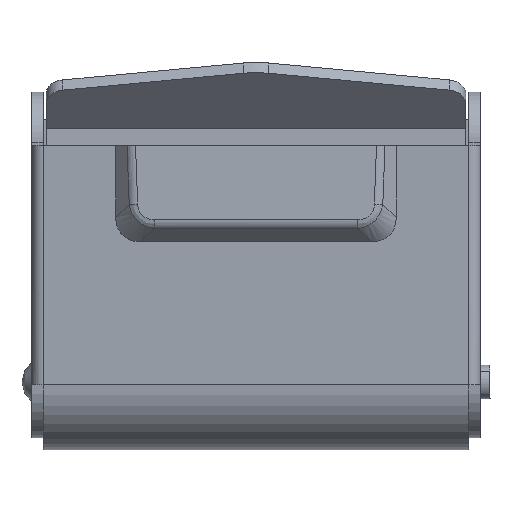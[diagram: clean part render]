
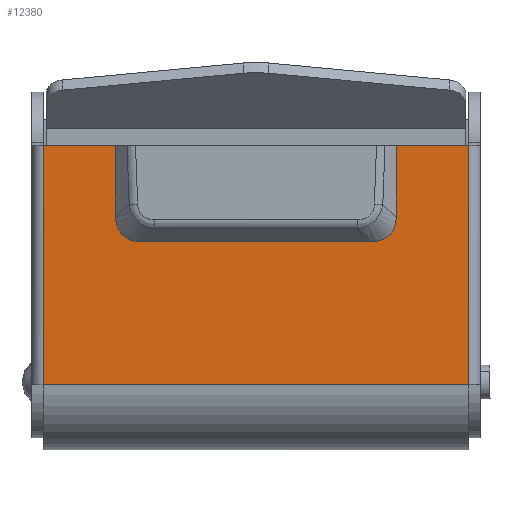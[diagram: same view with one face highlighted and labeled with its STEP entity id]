
A CAD part, front view. The second image highlights one B-rep face of the part: STEP entity #12380.
In plain terms, the highlighted free-form (B-spline) face has degree [1, 1] with [2, 2] control points.
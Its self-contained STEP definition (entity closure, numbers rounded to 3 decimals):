
#8551=CARTESIAN_POINT('',(-22.0,-9.683,24.452));
#8552=VERTEX_POINT('',#8551);
#8553=CARTESIAN_POINT('',(-22.0,-8.695,-0.28));
#8554=VERTEX_POINT('',#8553);
#8555=CARTESIAN_POINT('',(-22.0,-9.683,24.452));
#8556=CARTESIAN_POINT('',(-22.0,-8.695,-0.28));
#8557=QUASI_UNIFORM_CURVE('',1,(#8555,#8556),.UNSPECIFIED.,.F.,.U.);
#8558=EDGE_CURVE('',#8552,#8554,#8557,.T.);
#8613=CARTESIAN_POINT('',(22.0,-8.695,-0.28));
#8614=VERTEX_POINT('',#8613);
#8634=CARTESIAN_POINT('',(22.0,-9.683,24.452));
#8635=VERTEX_POINT('',#8634);
#8648=CARTESIAN_POINT('',(22.0,-8.695,-0.28));
#8649=CARTESIAN_POINT('',(22.0,-9.683,24.452));
#8650=QUASI_UNIFORM_CURVE('',1,(#8648,#8649),.UNSPECIFIED.,.F.,.U.);
#8651=EDGE_CURVE('',#8614,#8635,#8650,.T.);
#11882=CARTESIAN_POINT('',(-11.947,-9.285,14.5));
#11883=VERTEX_POINT('',#11882);
#11890=CARTESIAN_POINT('',(-14.5,-9.387,17.051));
#11891=VERTEX_POINT('',#11890);
#11897=CARTESIAN_POINT('',(-11.947,-9.285,14.5));
#11898=CARTESIAN_POINT('',(-14.5,-9.285,14.5));
#11899=CARTESIAN_POINT('',(-14.5,-9.387,17.051));
#11907=(BOUNDED_CURVE()B_SPLINE_CURVE(2,(#11897,#11898,#11899),.UNSPECIFIED.,.F.,.U.)CURVE()GEOMETRIC_REPRESENTATION_ITEM()QUASI_UNIFORM_CURVE()RATIONAL_B_SPLINE_CURVE((1.0,0.857,1.0))REPRESENTATION_ITEM(''));
#11908=EDGE_CURVE('',#11883,#11891,#11907,.T.);
#11927=CARTESIAN_POINT('',(14.5,-9.387,17.051));
#11928=VERTEX_POINT('',#11927);
#11935=CARTESIAN_POINT('',(11.947,-9.285,14.5));
#11936=VERTEX_POINT('',#11935);
#11942=CARTESIAN_POINT('',(14.5,-9.387,17.051));
#11943=CARTESIAN_POINT('',(14.5,-9.285,14.5));
#11944=CARTESIAN_POINT('',(11.947,-9.285,14.5));
#11952=(BOUNDED_CURVE()B_SPLINE_CURVE(2,(#11942,#11943,#11944),.UNSPECIFIED.,.F.,.U.)CURVE()GEOMETRIC_REPRESENTATION_ITEM()QUASI_UNIFORM_CURVE()RATIONAL_B_SPLINE_CURVE((1.0,0.857,1.0))REPRESENTATION_ITEM(''));
#11953=EDGE_CURVE('',#11928,#11936,#11952,.T.);
#12075=CARTESIAN_POINT('',(-14.5,-9.683,24.452));
#12076=VERTEX_POINT('',#12075);
#12082=CARTESIAN_POINT('',(-14.5,-9.387,17.051));
#12083=CARTESIAN_POINT('',(-14.5,-9.683,24.452));
#12084=QUASI_UNIFORM_CURVE('',1,(#12082,#12083),.UNSPECIFIED.,.F.,.U.);
#12085=EDGE_CURVE('',#11891,#12076,#12084,.T.);
#12095=CARTESIAN_POINT('',(14.5,-9.683,24.452));
#12096=VERTEX_POINT('',#12095);
#12104=CARTESIAN_POINT('',(14.5,-9.387,17.051));
#12105=CARTESIAN_POINT('',(14.5,-9.683,24.452));
#12106=QUASI_UNIFORM_CURVE('',1,(#12104,#12105),.UNSPECIFIED.,.F.,.U.);
#12107=EDGE_CURVE('',#11928,#12096,#12106,.T.);
#12120=CARTESIAN_POINT('',(-11.947,-9.285,14.5));
#12121=CARTESIAN_POINT('',(11.947,-9.285,14.5));
#12122=QUASI_UNIFORM_CURVE('',1,(#12120,#12121),.UNSPECIFIED.,.F.,.U.);
#12123=EDGE_CURVE('',#11883,#11936,#12122,.T.);
#12324=CARTESIAN_POINT('',(22.0,-8.695,-0.28));
#12325=CARTESIAN_POINT('',(-22.0,-8.695,-0.28));
#12326=QUASI_UNIFORM_CURVE('',1,(#12324,#12325),.UNSPECIFIED.,.F.,.U.);
#12327=EDGE_CURVE('',#8614,#8554,#12326,.T.);
#12339=CARTESIAN_POINT('',(-14.5,-9.683,24.452));
#12340=CARTESIAN_POINT('',(-22.0,-9.683,24.452));
#12341=QUASI_UNIFORM_CURVE('',1,(#12339,#12340),.UNSPECIFIED.,.F.,.U.);
#12342=EDGE_CURVE('',#12076,#8552,#12341,.T.);
#12359=CARTESIAN_POINT('',(-24.198,-8.646,-1.515));
#12360=CARTESIAN_POINT('',(-24.198,-9.732,25.687));
#12361=CARTESIAN_POINT('',(24.198,-8.646,-1.515));
#12362=CARTESIAN_POINT('',(24.198,-9.732,25.687));
#12363=B_SPLINE_SURFACE_WITH_KNOTS('',1,1,((#12359,#12361),(#12360,#12362)),.UNSPECIFIED.,.F.,.F.,.U.,(2,2),(2,2),(0.0,27.224),(0.0,48.396),.UNSPECIFIED.);
#12364=ORIENTED_EDGE('',*,*,#12327,.F.);
#12365=ORIENTED_EDGE('',*,*,#8651,.T.);
#12366=CARTESIAN_POINT('',(22.0,-9.683,24.452));
#12367=CARTESIAN_POINT('',(14.5,-9.683,24.452));
#12368=QUASI_UNIFORM_CURVE('',1,(#12366,#12367),.UNSPECIFIED.,.F.,.U.);
#12369=EDGE_CURVE('',#8635,#12096,#12368,.T.);
#12370=ORIENTED_EDGE('',*,*,#12369,.T.);
#12371=ORIENTED_EDGE('',*,*,#12107,.F.);
#12372=ORIENTED_EDGE('',*,*,#11953,.T.);
#12373=ORIENTED_EDGE('',*,*,#12123,.F.);
#12374=ORIENTED_EDGE('',*,*,#11908,.T.);
#12375=ORIENTED_EDGE('',*,*,#12085,.T.);
#12376=ORIENTED_EDGE('',*,*,#12342,.T.);
#12377=ORIENTED_EDGE('',*,*,#8558,.T.);
#12378=EDGE_LOOP('',(#12364,#12365,#12370,#12371,#12372,#12373,#12374,#12375,#12376,#12377));
#12379=FACE_OUTER_BOUND('',#12378,.T.);
#12380=ADVANCED_FACE('',(#12379),#12363,.F.);
